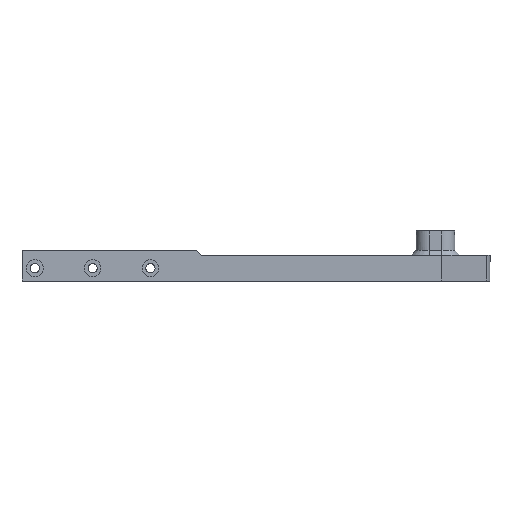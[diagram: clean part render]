
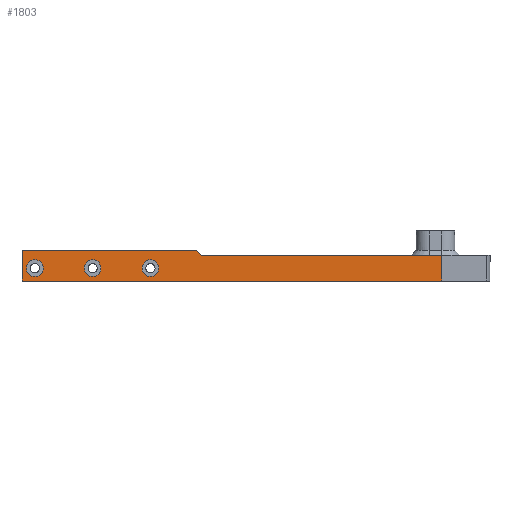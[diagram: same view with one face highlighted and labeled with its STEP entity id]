
A CAD part, left-side view. The second image highlights one B-rep face of the part: STEP entity #1803.
In plain terms, the highlighted planar face has unit normal (-1, 0, 0).
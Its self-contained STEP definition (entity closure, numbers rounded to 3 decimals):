
#6 = EDGE_CURVE ( 'NONE', #1313, #1823, #2117, .T. ) ;
#50 = CARTESIAN_POINT ( 'NONE',  ( -110., -22.5, 27. ) ) ;
#69 = AXIS2_PLACEMENT_3D ( 'NONE', #50, #251, #815 ) ;
#70 = CIRCLE ( 'NONE', #1549, 3.25 ) ;
#111 = CARTESIAN_POINT ( 'NONE',  ( -110., 27.5, 34. ) ) ;
#121 = VERTEX_POINT ( 'NONE', #253 ) ;
#169 = EDGE_CURVE ( 'NONE', #988, #1341, #778, .T. ) ;
#210 = CARTESIAN_POINT ( 'NONE',  ( -110., 87.5, 32. ) ) ;
#220 = DIRECTION ( 'NONE',  ( 0., 1., 0. ) ) ;
#223 = CARTESIAN_POINT ( 'NONE',  ( -110., 87.5, 32. ) ) ;
#242 = DIRECTION ( 'NONE',  ( 0., 0., -1. ) ) ;
#251 = DIRECTION ( 'NONE',  ( -1., 0., 0. ) ) ;
#253 = CARTESIAN_POINT ( 'NONE',  ( -110., 27.5, 22. ) ) ;
#255 = CARTESIAN_POINT ( 'NONE',  ( -110., 0., 30.25 ) ) ;
#264 = DIRECTION ( 'NONE',  ( 0., 0., 1. ) ) ;
#287 = CIRCLE ( 'NONE', #1924, 3.25 ) ;
#306 = VERTEX_POINT ( 'NONE', #111 ) ;
#340 = CARTESIAN_POINT ( 'NONE',  ( -110., 87.5, 22. ) ) ;
#402 = FACE_BOUND ( 'NONE', #1309, .T. ) ;
#447 = DIRECTION ( 'NONE',  ( -1., 0., 0. ) ) ;
#453 = ORIENTED_EDGE ( 'NONE', *, *, #1787, .F. ) ;
#460 = EDGE_LOOP ( 'NONE', ( #570, #1826, #1644, #2128, #1771, #1646 ) ) ;
#498 = FACE_BOUND ( 'NONE', #507, .T. ) ;
#501 = LINE ( 'NONE', #223, #2239 ) ;
#507 = EDGE_LOOP ( 'NONE', ( #2091, #2439 ) ) ;
#563 = EDGE_LOOP ( 'NONE', ( #599, #1027 ) ) ;
#570 = ORIENTED_EDGE ( 'NONE', *, *, #1851, .T. ) ;
#599 = ORIENTED_EDGE ( 'NONE', *, *, #169, .F. ) ;
#616 = LINE ( 'NONE', #1433, #2046 ) ;
#620 = CARTESIAN_POINT ( 'NONE',  ( -110., -136., 32. ) ) ;
#626 = EDGE_CURVE ( 'NONE', #1513, #636, #1043, .T. ) ;
#636 = VERTEX_POINT ( 'NONE', #2467 ) ;
#650 = EDGE_CURVE ( 'NONE', #306, #121, #616, .T. ) ;
#697 = VERTEX_POINT ( 'NONE', #2236 ) ;
#713 = CARTESIAN_POINT ( 'NONE',  ( -110., -22.5, 30.25 ) ) ;
#772 = AXIS2_PLACEMENT_3D ( 'NONE', #1709, #1897, #2089 ) ;
#778 = CIRCLE ( 'NONE', #1467, 3.25 ) ;
#796 = DIRECTION ( 'NONE',  ( 0., 1., 0. ) ) ;
#815 = DIRECTION ( 'NONE',  ( 0., 0., 1. ) ) ;
#825 = AXIS2_PLACEMENT_3D ( 'NONE', #210, #1022, #220 ) ;
#882 = LINE ( 'NONE', #340, #1458 ) ;
#919 = DIRECTION ( 'NONE',  ( 0., -1., 0. ) ) ;
#935 = AXIS2_PLACEMENT_3D ( 'NONE', #1686, #2473, #264 ) ;
#970 = FACE_OUTER_BOUND ( 'NONE', #460, .T. ) ;
#988 = VERTEX_POINT ( 'NONE', #1532 ) ;
#1003 = LINE ( 'NONE', #2444, #1833 ) ;
#1022 = DIRECTION ( 'NONE',  ( 1., 0., 0. ) ) ;
#1026 = DIRECTION ( 'NONE',  ( 0., -1., 0. ) ) ;
#1027 = ORIENTED_EDGE ( 'NONE', *, *, #2350, .F. ) ;
#1031 = DIRECTION ( 'NONE',  ( 0., 0., 1. ) ) ;
#1043 = CIRCLE ( 'NONE', #69, 3.25 ) ;
#1045 = CARTESIAN_POINT ( 'NONE',  ( -110., 22.5, 97. ) ) ;
#1158 = EDGE_CURVE ( 'NONE', #1861, #1313, #501, .T. ) ;
#1197 = VECTOR ( 'NONE', #1867, 1000. ) ;
#1269 = CARTESIAN_POINT ( 'NONE',  ( -110., 22.5, 23.75 ) ) ;
#1288 = VERTEX_POINT ( 'NONE', #255 ) ;
#1293 = EDGE_CURVE ( 'NONE', #1288, #697, #1985, .T. ) ;
#1294 = DIRECTION ( 'NONE',  ( -1., 0., 0. ) ) ;
#1309 = EDGE_LOOP ( 'NONE', ( #1538, #453 ) ) ;
#1313 = VERTEX_POINT ( 'NONE', #620 ) ;
#1341 = VERTEX_POINT ( 'NONE', #1269 ) ;
#1405 = CARTESIAN_POINT ( 'NONE',  ( -110., -40.5, 34. ) ) ;
#1425 = CARTESIAN_POINT ( 'NONE',  ( -110., 0., 27. ) ) ;
#1433 = CARTESIAN_POINT ( 'NONE',  ( -110., 27.5, 32. ) ) ;
#1457 = CARTESIAN_POINT ( 'NONE',  ( -110., -136., 32. ) ) ;
#1458 = VECTOR ( 'NONE', #919, 1000. ) ;
#1467 = AXIS2_PLACEMENT_3D ( 'NONE', #2497, #1294, #1479 ) ;
#1479 = DIRECTION ( 'NONE',  ( 0., 0., 1. ) ) ;
#1513 = VERTEX_POINT ( 'NONE', #713 ) ;
#1532 = CARTESIAN_POINT ( 'NONE',  ( -110., 22.5, 30.25 ) ) ;
#1538 = ORIENTED_EDGE ( 'NONE', *, *, #1293, .F. ) ;
#1549 = AXIS2_PLACEMENT_3D ( 'NONE', #2462, #447, #1872 ) ;
#1604 = VECTOR ( 'NONE', #2230, 1000. ) ;
#1620 = LINE ( 'NONE', #1045, #1197 ) ;
#1626 = EDGE_CURVE ( 'NONE', #121, #1823, #882, .T. ) ;
#1642 = DIRECTION ( 'NONE',  ( -1., 0., 0. ) ) ;
#1644 = ORIENTED_EDGE ( 'NONE', *, *, #1626, .T. ) ;
#1646 = ORIENTED_EDGE ( 'NONE', *, *, #2534, .T. ) ;
#1650 = PLANE ( 'NONE',  #825 ) ;
#1686 = CARTESIAN_POINT ( 'NONE',  ( -110., 0., 27. ) ) ;
#1696 = FACE_BOUND ( 'NONE', #563, .T. ) ;
#1709 = CARTESIAN_POINT ( 'NONE',  ( -110., -22.5, 27. ) ) ;
#1771 = ORIENTED_EDGE ( 'NONE', *, *, #1158, .F. ) ;
#1787 = EDGE_CURVE ( 'NONE', #697, #1288, #287, .T. ) ;
#1803 = ADVANCED_FACE ( 'NONE', ( #1696, #402, #498, #970 ), #1650, .F. ) ;
#1823 = VERTEX_POINT ( 'NONE', #1834 ) ;
#1826 = ORIENTED_EDGE ( 'NONE', *, *, #650, .T. ) ;
#1833 = VECTOR ( 'NONE', #796, 1000. ) ;
#1834 = CARTESIAN_POINT ( 'NONE',  ( -110., -136., 22. ) ) ;
#1845 = VERTEX_POINT ( 'NONE', #1405 ) ;
#1851 = EDGE_CURVE ( 'NONE', #1845, #306, #1003, .T. ) ;
#1861 = VERTEX_POINT ( 'NONE', #2250 ) ;
#1867 = DIRECTION ( 'NONE',  ( 0., 0.707, 0.707 ) ) ;
#1872 = DIRECTION ( 'NONE',  ( 0., 0., 1. ) ) ;
#1897 = DIRECTION ( 'NONE',  ( -1., 0., 0. ) ) ;
#1924 = AXIS2_PLACEMENT_3D ( 'NONE', #1425, #1642, #1031 ) ;
#1966 = EDGE_CURVE ( 'NONE', #636, #1513, #2077, .T. ) ;
#1985 = CIRCLE ( 'NONE', #935, 3.25 ) ;
#2046 = VECTOR ( 'NONE', #242, 1000. ) ;
#2077 = CIRCLE ( 'NONE', #772, 3.25 ) ;
#2089 = DIRECTION ( 'NONE',  ( 0., 0., 1. ) ) ;
#2091 = ORIENTED_EDGE ( 'NONE', *, *, #626, .F. ) ;
#2117 = LINE ( 'NONE', #1457, #1604 ) ;
#2128 = ORIENTED_EDGE ( 'NONE', *, *, #6, .F. ) ;
#2230 = DIRECTION ( 'NONE',  ( 0., 0., -1. ) ) ;
#2236 = CARTESIAN_POINT ( 'NONE',  ( -110., 0., 23.75 ) ) ;
#2239 = VECTOR ( 'NONE', #1026, 1000. ) ;
#2250 = CARTESIAN_POINT ( 'NONE',  ( -110., -42.5, 32. ) ) ;
#2350 = EDGE_CURVE ( 'NONE', #1341, #988, #70, .T. ) ;
#2439 = ORIENTED_EDGE ( 'NONE', *, *, #1966, .F. ) ;
#2444 = CARTESIAN_POINT ( 'NONE',  ( -110., -37.5, 34. ) ) ;
#2462 = CARTESIAN_POINT ( 'NONE',  ( -110., 22.5, 27. ) ) ;
#2467 = CARTESIAN_POINT ( 'NONE',  ( -110., -22.5, 23.75 ) ) ;
#2473 = DIRECTION ( 'NONE',  ( -1., 0., 0. ) ) ;
#2497 = CARTESIAN_POINT ( 'NONE',  ( -110., 22.5, 27. ) ) ;
#2534 = EDGE_CURVE ( 'NONE', #1861, #1845, #1620, .T. ) ;
